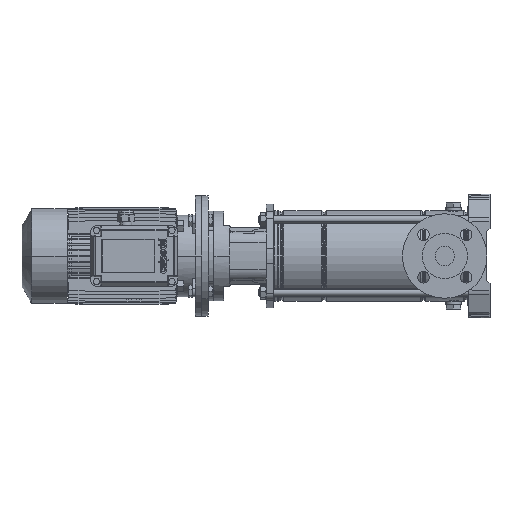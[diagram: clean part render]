
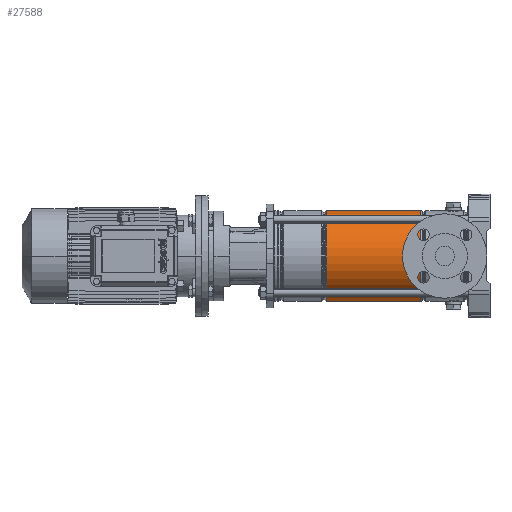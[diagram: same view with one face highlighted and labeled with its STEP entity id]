
A CAD part, left-side view. The second image highlights one B-rep face of the part: STEP entity #27588.
In plain terms, the highlighted cylindrical face has radius 74.9 mm (diameter 149.8 mm), a partial arc.
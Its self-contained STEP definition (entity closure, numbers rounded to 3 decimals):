
#48 = AXIS2_PLACEMENT_3D ( 'NONE', #11982, #32803, #52661 ) ;
#124 = LINE ( 'NONE', #20987, #43761 ) ;
#1372 = EDGE_CURVE ( 'NONE', #66910, #14904, #21589, .T. ) ;
#3075 = FACE_OUTER_BOUND ( 'NONE', #43286, .T. ) ;
#3422 = CYLINDRICAL_SURFACE ( 'NONE', #39059, 74.9 ) ;
#8493 = AXIS2_PLACEMENT_3D ( 'NONE', #63076, #16592, #63421 ) ;
#9563 = CARTESIAN_POINT ( 'NONE',  ( 0., 0., 0. ) ) ;
#11982 = CARTESIAN_POINT ( 'NONE',  ( 0., 0., 243.221 ) ) ;
#12889 = VERTEX_POINT ( 'NONE', #28633 ) ;
#13157 = EDGE_CURVE ( 'NONE', #63542, #66910, #124, .T. ) ;
#14904 = VERTEX_POINT ( 'NONE', #41047 ) ;
#15090 = EDGE_CURVE ( 'NONE', #12889, #63542, #48134, .T. ) ;
#16592 = DIRECTION ( 'NONE',  ( 0., 0., 1. ) ) ;
#20987 = CARTESIAN_POINT ( 'NONE',  ( 74.9, 0., 0. ) ) ;
#21589 = CIRCLE ( 'NONE', #8493, 74.9 ) ;
#21877 = EDGE_CURVE ( 'NONE', #12889, #14904, #35713, .T. ) ;
#23664 = DIRECTION ( 'NONE',  ( 0., 0., -1. ) ) ;
#24763 = DIRECTION ( 'NONE',  ( 0., 0., -1. ) ) ;
#25270 = DIRECTION ( 'NONE',  ( 0., 0., -1. ) ) ;
#27588 = ADVANCED_FACE ( 'NONE', ( #3075 ), #3422, .T. ) ;
#28633 = CARTESIAN_POINT ( 'NONE',  ( -74.9, 0., 243.221 ) ) ;
#32803 = DIRECTION ( 'NONE',  ( 0., 0., -1. ) ) ;
#35713 = LINE ( 'NONE', #45998, #43221 ) ;
#35888 = DIRECTION ( 'NONE',  ( -1., 0., 0. ) ) ;
#37356 = CARTESIAN_POINT ( 'NONE',  ( 74.9, 0., 87.279 ) ) ;
#38316 = CARTESIAN_POINT ( 'NONE',  ( 74.9, 0., 243.221 ) ) ;
#39059 = AXIS2_PLACEMENT_3D ( 'NONE', #9563, #25270, #35888 ) ;
#41047 = CARTESIAN_POINT ( 'NONE',  ( -74.9, 0., 87.279 ) ) ;
#41436 = ORIENTED_EDGE ( 'NONE', *, *, #1372, .T. ) ;
#43221 = VECTOR ( 'NONE', #24763, 1000. ) ;
#43286 = EDGE_LOOP ( 'NONE', ( #65873, #44415, #41436, #62464 ) ) ;
#43761 = VECTOR ( 'NONE', #23664, 1000. ) ;
#44415 = ORIENTED_EDGE ( 'NONE', *, *, #13157, .T. ) ;
#45998 = CARTESIAN_POINT ( 'NONE',  ( -74.9, 0., 0. ) ) ;
#48134 = CIRCLE ( 'NONE', #48, 74.9 ) ;
#52661 = DIRECTION ( 'NONE',  ( 1., 0., 0. ) ) ;
#62464 = ORIENTED_EDGE ( 'NONE', *, *, #21877, .F. ) ;
#63076 = CARTESIAN_POINT ( 'NONE',  ( 0., 0., 87.279 ) ) ;
#63421 = DIRECTION ( 'NONE',  ( 1., 0., 0. ) ) ;
#63542 = VERTEX_POINT ( 'NONE', #38316 ) ;
#65873 = ORIENTED_EDGE ( 'NONE', *, *, #15090, .T. ) ;
#66910 = VERTEX_POINT ( 'NONE', #37356 ) ;
